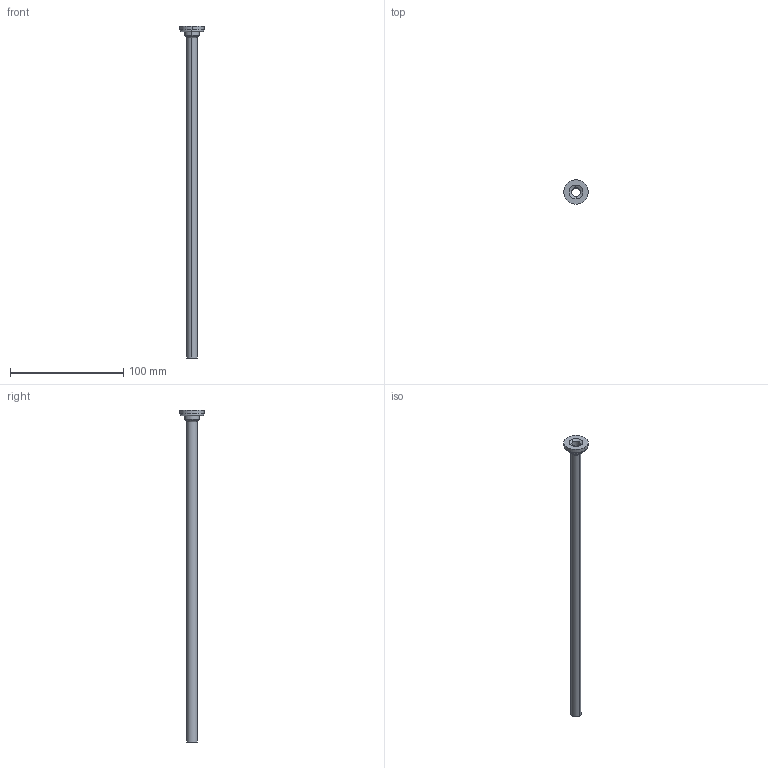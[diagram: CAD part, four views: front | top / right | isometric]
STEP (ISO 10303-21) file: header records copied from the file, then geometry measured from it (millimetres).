
FILE_DESCRIPTION((''),'2;1');
FILE_NAME('435','2021-06-15T23:07:08',('NSantos'),(''),'CREO PARAMETRIC BY PTC INC, 2018500','CREO PARAMETRIC BY PTC INC, 2018500','');
FILE_SCHEMA(('CONFIG_CONTROL_DESIGN'));
Length unit declared in the file: inch
Products named in the file (1): 435
Bounding box: 21.46 x 21.46 x 292.74 mm (x, y, z)
Volume: 6585.9 mm3; surface area: 44345.5 mm2
Topology: 1 solids, 6 shells, 95 faces, 194 edges, 112 vertices
Faces by surface type: cylinder 34, cone 32, torus 16, plane 13
Entity records: 2568 total; most frequent: DIRECTION 510, CARTESIAN_POINT 426, ORIENTED_EDGE 380, AXIS2_PLACEMENT_3D 222, EDGE_CURVE 194, CIRCLE 126, VERTEX_POINT 112, EDGE_LOOP 108
